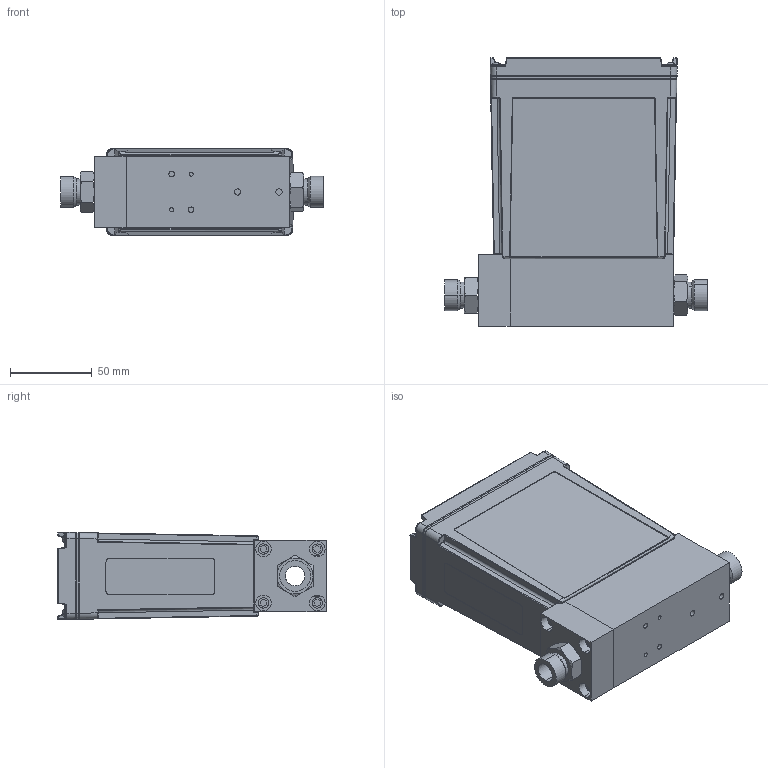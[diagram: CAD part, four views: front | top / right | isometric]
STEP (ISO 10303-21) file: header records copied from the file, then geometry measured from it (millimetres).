
FILE_DESCRIPTION (( 'STEP AP214' ), '1' );
FILE_NAME ('GE250-12MM-15Pin-5VDC.STEP', '2018-04-24T19:45:38', ( '' ), ( '' ), 'SwSTEP 2.0', 'SolidWorks 2015', '' );
FILE_SCHEMA (( 'AUTOMOTIVE_DESIGN' ));
Length unit declared in the file: inch
Products named in the file (1): GE250-12MM-15Pin-5VDC
Bounding box: 160.94 x 164.52 x 53.57 mm (x, y, z)
Surface area: 105176 mm2 (no closed solid volume)
Topology: 0 solids, 54 shells, 703 faces, 2501 edges, 1794 vertices
Faces by surface type: plane 302, cylinder 266, bspline 63, cone 32, sphere 24, torus 16
Entity records: 39734 total; most frequent: CARTESIAN_POINT 10529, DIRECTION 4017, ORIENTED_EDGE 3761, EDGE_CURVE 2479, VERTEX_POINT 1794, AXIS2_PLACEMENT_3D 1351, LINE 1315, VECTOR 1315
